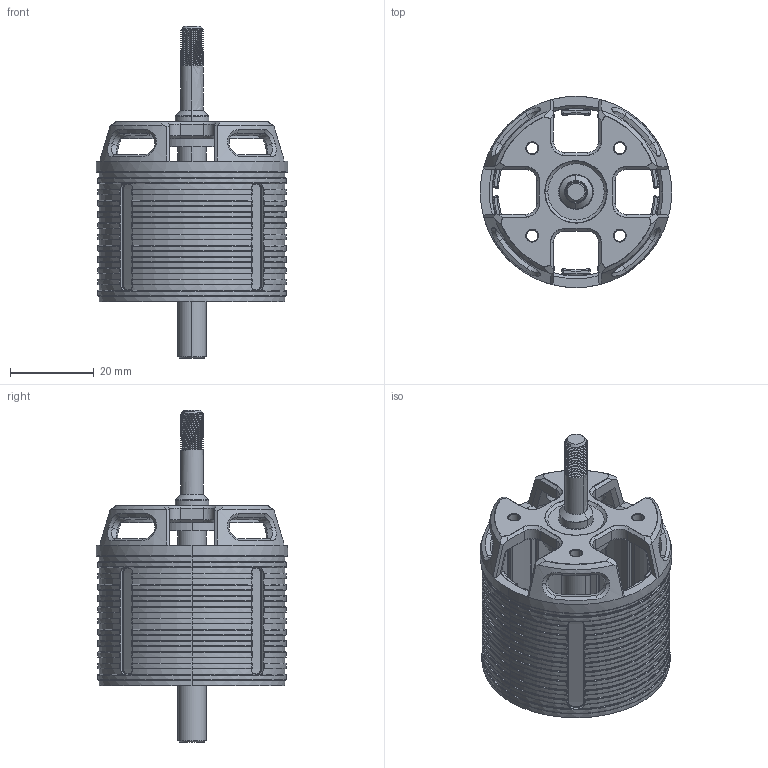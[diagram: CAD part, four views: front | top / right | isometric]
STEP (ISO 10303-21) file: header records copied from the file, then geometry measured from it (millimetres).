
FILE_DESCRIPTION(('FreeCAD Model'),'2;1');
FILE_NAME('Open CASCADE Shape Model','2025-04-17T15:34:38',('FreeCAD'),( 'FreeCAD'),'Open CASCADE STEP processor 7.6','FreeCAD','Unknown');
FILE_SCHEMA(('AUTOMOTIVE_DESIGN { 1 0 10303 214 1 1 1 1 }'));
Products named in the file (1): Open CASCADE STEP translator 7.6 1
Bounding box: 45.65 x 45.64 x 79.21 mm (x, y, z)
Volume: 20397.7 mm3; surface area: 22313.9 mm2
Topology: 15 solids, 15 shells, 1151 faces, 3095 edges, 1936 vertices
Faces by surface type: bspline 1151
Entity records: 45993 total; most frequent: CARTESIAN_POINT 29506, ORIENTED_EDGE 6078, EDGE_CURVE 3039, VERTEX_POINT 1936, B_SPLINE_CURVE_WITH_KNOTS 1607, FACE_BOUND 1193, EDGE_LOOP 1193, ADVANCED_FACE 1151
